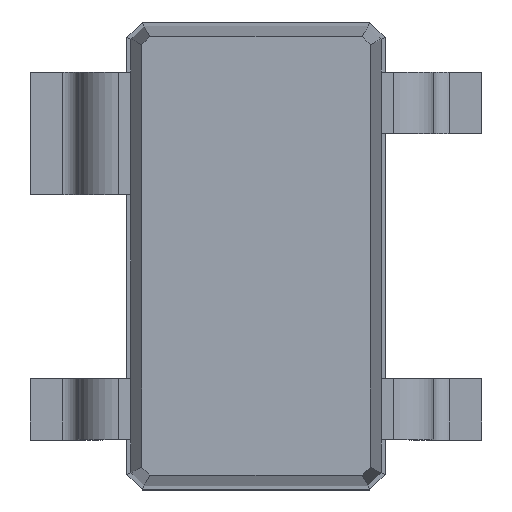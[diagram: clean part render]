
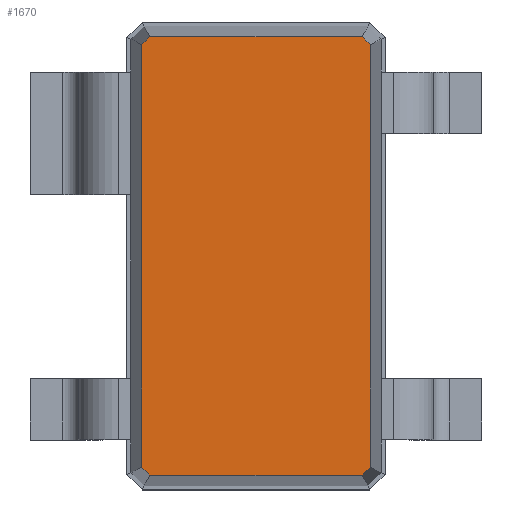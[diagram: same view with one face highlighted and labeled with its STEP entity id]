
A CAD part, top view. The second image highlights one B-rep face of the part: STEP entity #1670.
In plain terms, the highlighted planar face has unit normal (0, 0, 1).
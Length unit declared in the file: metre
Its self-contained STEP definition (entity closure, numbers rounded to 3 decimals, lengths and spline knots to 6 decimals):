
#286=ORIENTED_EDGE('',*,*,#714,.F.);
#287=ORIENTED_EDGE('',*,*,#635,.F.);
#288=ORIENTED_EDGE('',*,*,#641,.F.);
#289=ORIENTED_EDGE('',*,*,#644,.F.);
#290=ORIENTED_EDGE('',*,*,#647,.F.);
#291=ORIENTED_EDGE('',*,*,#710,.F.);
#292=ORIENTED_EDGE('',*,*,#717,.F.);
#293=ORIENTED_EDGE('',*,*,#718,.F.);
#635=EDGE_CURVE('',#855,#856,#1003,.T.);
#641=EDGE_CURVE('',#859,#855,#1009,.T.);
#644=EDGE_CURVE('',#861,#859,#1012,.T.);
#647=EDGE_CURVE('',#863,#861,#1015,.T.);
#710=EDGE_CURVE('',#909,#863,#1066,.T.);
#714=EDGE_CURVE('',#856,#910,#1070,.T.);
#717=EDGE_CURVE('',#912,#909,#1073,.T.);
#718=EDGE_CURVE('',#910,#912,#1074,.T.);
#855=VERTEX_POINT('',#2698);
#856=VERTEX_POINT('',#2700);
#859=VERTEX_POINT('',#2709);
#861=VERTEX_POINT('',#2715);
#863=VERTEX_POINT('',#2721);
#909=VERTEX_POINT('',#2849);
#910=VERTEX_POINT('',#2856);
#912=VERTEX_POINT('',#2862);
#1003=LINE('',#2699,#1207);
#1009=LINE('',#2710,#1213);
#1012=LINE('',#2716,#1216);
#1015=LINE('',#2722,#1219);
#1066=LINE('',#2850,#1270);
#1070=LINE('',#2855,#1274);
#1073=LINE('',#2861,#1277);
#1074=LINE('',#2863,#1278);
#1207=VECTOR('',#2227,1.);
#1213=VECTOR('',#2235,1.);
#1216=VECTOR('',#2240,1.);
#1219=VECTOR('',#2245,1.);
#1270=VECTOR('',#2358,1.);
#1274=VECTOR('',#2364,1.);
#1277=VECTOR('',#2369,1.);
#1278=VECTOR('',#2370,1.);
#1404=EDGE_LOOP('',(#286,#287,#288,#289,#290,#291,#292,#293));
#1498=FACE_BOUND('',#1404,.T.);
#1580=PLANE('',#2054);
#1670=ADVANCED_FACE('',(#1498),#1580,.T.);
#2054=AXIS2_PLACEMENT_3D('',#2860,#2367,#2368);
#2227=DIRECTION('',(0.,1.,0.));
#2235=DIRECTION('',(-0.707,0.707,0.));
#2240=DIRECTION('',(-1.,0.,0.));
#2245=DIRECTION('',(-0.707,-0.707,0.));
#2358=DIRECTION('',(0.,-1.,0.));
#2364=DIRECTION('',(0.707,0.707,0.));
#2367=DIRECTION('',(0.,0.,1.));
#2368=DIRECTION('',(0.437,-0.9,0.));
#2369=DIRECTION('',(0.707,-0.707,0.));
#2370=DIRECTION('',(1.,0.,0.));
#2698=CARTESIAN_POINT('',(-0.000708,-0.001309,0.0012));
#2699=CARTESIAN_POINT('',(-0.000708,-0.001309,0.0012));
#2700=CARTESIAN_POINT('',(-0.000708,0.001309,0.0012));
#2709=CARTESIAN_POINT('',(-0.000659,-0.001358,0.0012));
#2710=CARTESIAN_POINT('',(-0.000659,-0.001358,0.0012));
#2715=CARTESIAN_POINT('',(0.000659,-0.001358,0.0012));
#2716=CARTESIAN_POINT('',(0.000659,-0.001358,0.0012));
#2721=CARTESIAN_POINT('',(0.000708,-0.001309,0.0012));
#2722=CARTESIAN_POINT('',(0.000708,-0.001309,0.0012));
#2849=CARTESIAN_POINT('',(0.000708,0.001309,0.0012));
#2850=CARTESIAN_POINT('',(0.000708,0.001309,0.0012));
#2855=CARTESIAN_POINT('',(-0.000708,0.001309,0.0012));
#2856=CARTESIAN_POINT('',(-0.000659,0.001358,0.0012));
#2860=CARTESIAN_POINT('',(-0.000659,0.001358,0.0012));
#2861=CARTESIAN_POINT('',(0.000659,0.001358,0.0012));
#2862=CARTESIAN_POINT('',(0.000659,0.001358,0.0012));
#2863=CARTESIAN_POINT('',(-0.000659,0.001358,0.0012));
